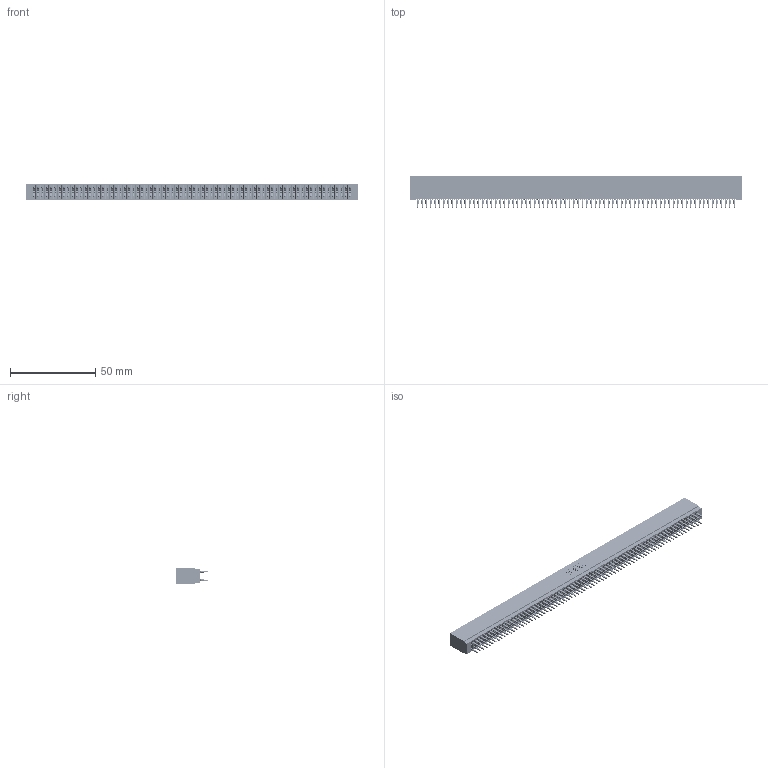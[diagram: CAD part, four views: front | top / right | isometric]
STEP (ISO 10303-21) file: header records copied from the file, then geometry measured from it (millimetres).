
FILE_DESCRIPTION (( 'STEP AP203' ), '1' );
FILE_NAME ('725-148-520-201.STEP', '2026-02-25T22:12:21', ( '' ), ( '' ), 'SwSTEP 2.0', 'SolidWorks 2023', '' );
FILE_SCHEMA (( 'CONFIG_CONTROL_DESIGN' ));
Length unit declared in the file: millimetre
Products named in the file (3): 725 Part_Insulator Option - 01; 745-292-001_520; 725-148-520-201
Assembly tree (149 placements, depth 2):
  725-148-520-201
    725 Part_Insulator Option - 01
    745-292-001_520  x148
Bounding box: 194.56 x 18.8 x 8.89 mm (x, y, z)
Volume: 15110.3 mm3; surface area: 31751.3 mm2
Topology: 149 solids, 149 shells, 13341 faces, 35848 edges, 22516 vertices
Faces by surface type: plane 6863, bspline 2960, cylinder 2630, torus 888
Entity records: 120176 total; most frequent: CARTESIAN_POINT 21335, ORIENTED_EDGE 20834, DIRECTION 18175, EDGE_CURVE 10417, LINE 9791, VECTOR 9791, VERTEX_POINT 6640, AXIS2_PLACEMENT_3D 4192
